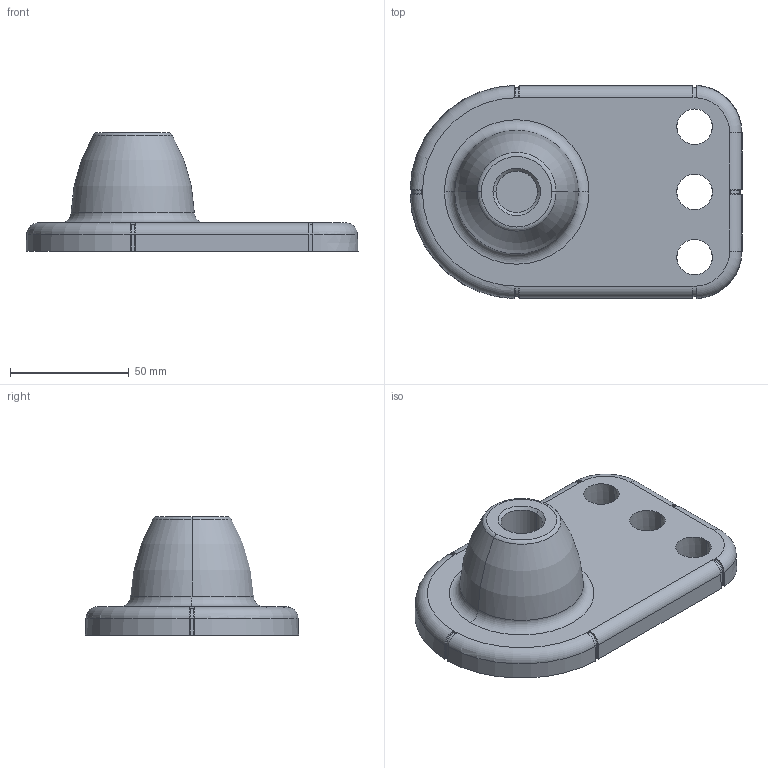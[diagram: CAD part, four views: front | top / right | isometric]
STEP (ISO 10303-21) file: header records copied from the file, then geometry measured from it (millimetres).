
FILE_DESCRIPTION (( 'STEP AP214' ), '1' );
FILE_NAME ('098f20090a.STEP', '2014-08-12T13:11:18', ( '' ), ( '' ), 'SwSTEP 2.0', 'SolidWorks 2014', '' );
FILE_SCHEMA (( 'AUTOMOTIVE_DESIGN' ));
Length unit declared in the file: millimetre
Products named in the file (1): 098f20090a
Bounding box: 139.99 x 90 x 50 mm (x, y, z)
Volume: 178492.8 mm3; surface area: 34237.2 mm2
Topology: 1 solids, 1 shells, 263 faces, 669 edges, 411 vertices
Faces by surface type: plane 100, bspline 53, cylinder 48, torus 28, cone 22, sphere 12
Entity records: 10584 total; most frequent: CARTESIAN_POINT 4628, ORIENTED_EDGE 1314, DIRECTION 1083, EDGE_CURVE 657, VERTEX_POINT 411, AXIS2_PLACEMENT_3D 379, VECTOR 325, LINE 325
